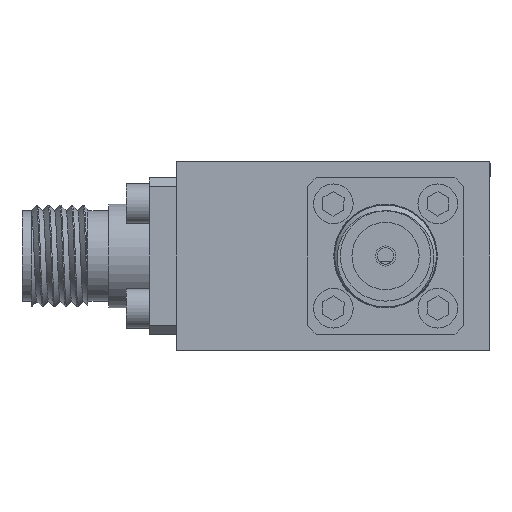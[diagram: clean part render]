
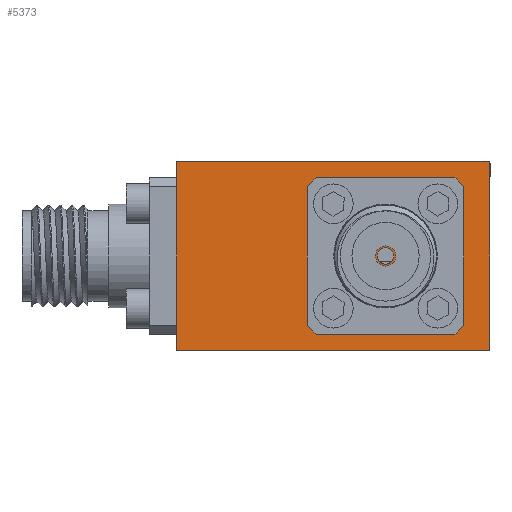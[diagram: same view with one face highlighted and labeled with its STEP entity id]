
A CAD part, left-side view. The second image highlights one B-rep face of the part: STEP entity #5373.
In plain terms, the highlighted planar face has unit normal (-1, 0, 0).
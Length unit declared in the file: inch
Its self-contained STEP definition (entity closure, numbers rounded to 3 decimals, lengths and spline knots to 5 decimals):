
#154=FACE_BOUND('',#1102,.T.);
#155=FACE_BOUND('',#1103,.T.);
#156=FACE_BOUND('',#1104,.T.);
#157=FACE_BOUND('',#1105,.T.);
#158=FACE_BOUND('',#1106,.T.);
#371=PLANE('',#5885);
#697=FACE_OUTER_BOUND('',#1101,.T.);
#1101=EDGE_LOOP('',(#4923,#4924,#4925,#4926));
#1102=EDGE_LOOP('',(#4927));
#1103=EDGE_LOOP('',(#4928));
#1104=EDGE_LOOP('',(#4929));
#1105=EDGE_LOOP('',(#4930));
#1106=EDGE_LOOP('',(#4931));
#1250=CIRCLE('',#5816,0.0245);
#1257=CIRCLE('',#5828,0.0195);
#1273=CIRCLE('',#5854,0.0245);
#1274=CIRCLE('',#5856,0.0245);
#1278=CIRCLE('',#5862,0.0245);
#1817=LINE('',#10506,#2338);
#1823=LINE('',#10521,#2344);
#1830=LINE('',#10538,#2351);
#1833=LINE('',#10543,#2354);
#2338=VECTOR('',#7305,0.3937);
#2344=VECTOR('',#7319,0.3937);
#2351=VECTOR('',#7336,0.3937);
#2354=VECTOR('',#7343,0.3937);
#2773=VERTEX_POINT('',#10349);
#2781=VERTEX_POINT('',#10374);
#2804=VERTEX_POINT('',#10439);
#2805=VERTEX_POINT('',#10443);
#2811=VERTEX_POINT('',#10459);
#2826=VERTEX_POINT('',#10503);
#2827=VERTEX_POINT('',#10505);
#2832=VERTEX_POINT('',#10520);
#2837=VERTEX_POINT('',#10536);
#3454=EDGE_CURVE('',#2773,#2773,#1250,.T.);
#3466=EDGE_CURVE('',#2781,#2781,#1257,.T.);
#3498=EDGE_CURVE('',#2804,#2804,#1273,.T.);
#3500=EDGE_CURVE('',#2805,#2805,#1274,.T.);
#3508=EDGE_CURVE('',#2811,#2811,#1278,.T.);
#3528=EDGE_CURVE('',#2826,#2827,#1817,.T.);
#3536=EDGE_CURVE('',#2832,#2827,#1823,.T.);
#3545=EDGE_CURVE('',#2837,#2826,#1830,.T.);
#3548=EDGE_CURVE('',#2837,#2832,#1833,.T.);
#4923=ORIENTED_EDGE('',*,*,#3548,.T.);
#4924=ORIENTED_EDGE('',*,*,#3536,.T.);
#4925=ORIENTED_EDGE('',*,*,#3528,.F.);
#4926=ORIENTED_EDGE('',*,*,#3545,.F.);
#4927=ORIENTED_EDGE('',*,*,#3466,.T.);
#4928=ORIENTED_EDGE('',*,*,#3498,.T.);
#4929=ORIENTED_EDGE('',*,*,#3454,.T.);
#4930=ORIENTED_EDGE('',*,*,#3500,.T.);
#4931=ORIENTED_EDGE('',*,*,#3508,.T.);
#5373=ADVANCED_FACE('',(#697,#154,#155,#156,#157,#158),#371,.T.);
#5816=AXIS2_PLACEMENT_3D('',#10350,#7147,#7148);
#5828=AXIS2_PLACEMENT_3D('',#10375,#7176,#7177);
#5854=AXIS2_PLACEMENT_3D('',#10440,#7244,#7245);
#5856=AXIS2_PLACEMENT_3D('',#10444,#7249,#7250);
#5862=AXIS2_PLACEMENT_3D('',#10460,#7265,#7266);
#5885=AXIS2_PLACEMENT_3D('',#10542,#7341,#7342);
#7147=DIRECTION('center_axis',(1.,0.,0.));
#7148=DIRECTION('ref_axis',(0.,-1.,0.));
#7176=DIRECTION('center_axis',(1.,0.,0.));
#7177=DIRECTION('ref_axis',(0.,-1.,0.));
#7244=DIRECTION('center_axis',(1.,0.,0.));
#7245=DIRECTION('ref_axis',(0.,-1.,0.));
#7249=DIRECTION('center_axis',(1.,0.,0.));
#7250=DIRECTION('ref_axis',(0.,-1.,0.));
#7265=DIRECTION('center_axis',(1.,0.,0.));
#7266=DIRECTION('ref_axis',(0.,-1.,0.));
#7305=DIRECTION('',(0.,-1.,0.));
#7319=DIRECTION('',(0.,0.,1.));
#7336=DIRECTION('',(0.,0.,1.));
#7341=DIRECTION('center_axis',(-1.,0.,0.));
#7342=DIRECTION('ref_axis',(0.,-1.,0.));
#7343=DIRECTION('',(0.,-1.,0.));
#10349=CARTESIAN_POINT('',(-0.99465,0.37242,0.53559));
#10350=CARTESIAN_POINT('Origin',(-0.99465,0.34792,0.53559));
#10374=CARTESIAN_POINT('',(-0.99465,0.24242,0.41059));
#10375=CARTESIAN_POINT('Origin',(-0.99465,0.22292,0.41059));
#10439=CARTESIAN_POINT('',(-0.99465,0.12242,0.28559));
#10440=CARTESIAN_POINT('Origin',(-0.99465,0.09792,
0.28559));
#10443=CARTESIAN_POINT('',(-0.99465,0.12242,0.53559));
#10444=CARTESIAN_POINT('Origin',(-0.99465,0.09792,
0.53559));
#10459=CARTESIAN_POINT('',(-0.99465,0.37242,0.28559));
#10460=CARTESIAN_POINT('Origin',(-0.99465,0.34792,0.28559));
#10503=CARTESIAN_POINT('',(-0.99465,0.72292,0.63559));
#10505=CARTESIAN_POINT('',(-0.99465,-0.02708,0.63559));
#10506=CARTESIAN_POINT('',(-0.99465,0.72292,0.63559));
#10520=CARTESIAN_POINT('',(-0.99465,-0.02708,0.18559));
#10521=CARTESIAN_POINT('',(-0.99465,-0.02708,0.18559));
#10536=CARTESIAN_POINT('',(-0.99465,0.72292,0.18559));
#10538=CARTESIAN_POINT('',(-0.99465,0.72292,0.18559));
#10542=CARTESIAN_POINT('Origin',(-0.99465,0.72292,0.18559));
#10543=CARTESIAN_POINT('',(-0.99465,0.72292,0.18559));
